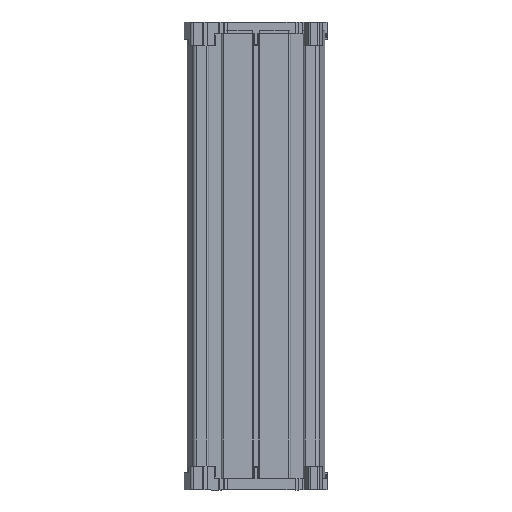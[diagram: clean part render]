
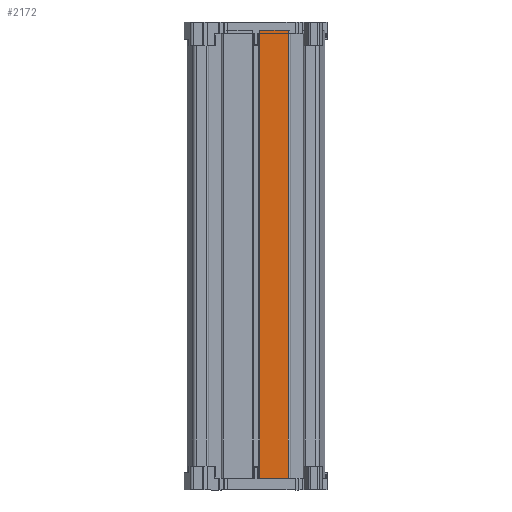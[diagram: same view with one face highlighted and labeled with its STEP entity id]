
A CAD part, front view. The second image highlights one B-rep face of the part: STEP entity #2172.
In plain terms, the highlighted planar face has unit normal (0, -1, 0).
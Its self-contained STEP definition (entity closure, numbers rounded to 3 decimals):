
#9 = PLANE ( 'NONE',  #817 ) ;
#174 = CARTESIAN_POINT ( 'NONE',  ( 1.25, -15.55, -46. ) ) ;
#191 = VECTOR ( 'NONE', #1832, 1000. ) ;
#817 = AXIS2_PLACEMENT_3D ( 'NONE', #174, #13959, #5701 ) ;
#1648 = VECTOR ( 'NONE', #17164, 1000. ) ;
#1705 = LINE ( 'NONE', #6222, #12490 ) ;
#1832 = DIRECTION ( 'NONE',  ( 0., 0., 1. ) ) ;
#2172 = ADVANCED_FACE ( 'NONE', ( #5005 ), #9, .T. ) ;
#2230 = EDGE_LOOP ( 'NONE', ( #11949, #8336, #10330, #3663 ) ) ;
#3273 = CARTESIAN_POINT ( 'NONE',  ( 1.25, -15.55, -46. ) ) ;
#3663 = ORIENTED_EDGE ( 'NONE', *, *, #14940, .T. ) ;
#5005 = FACE_OUTER_BOUND ( 'NONE', #2230, .T. ) ;
#5701 = DIRECTION ( 'NONE',  ( 0., 0., -1. ) ) ;
#6222 = CARTESIAN_POINT ( 'NONE',  ( 1.25, -15.55, 104. ) ) ;
#7256 = VERTEX_POINT ( 'NONE', #17012 ) ;
#8336 = ORIENTED_EDGE ( 'NONE', *, *, #16677, .F. ) ;
#8556 = CARTESIAN_POINT ( 'NONE',  ( 1.25, -15.55, -46. ) ) ;
#9514 = VERTEX_POINT ( 'NONE', #15569 ) ;
#9687 = VERTEX_POINT ( 'NONE', #13104 ) ;
#10330 = ORIENTED_EDGE ( 'NONE', *, *, #14395, .T. ) ;
#11183 = VERTEX_POINT ( 'NONE', #14904 ) ;
#11212 = LINE ( 'NONE', #11442, #191 ) ;
#11442 = CARTESIAN_POINT ( 'NONE',  ( 10.8, -15.55, -46. ) ) ;
#11949 = ORIENTED_EDGE ( 'NONE', *, *, #15068, .F. ) ;
#12430 = LINE ( 'NONE', #3273, #1648 ) ;
#12490 = VECTOR ( 'NONE', #13151, 1000. ) ;
#13104 = CARTESIAN_POINT ( 'NONE',  ( 1.25, -15.55, -46. ) ) ;
#13150 = VECTOR ( 'NONE', #15140, 1000. ) ;
#13151 = DIRECTION ( 'NONE',  ( 1., 0., 0. ) ) ;
#13959 = DIRECTION ( 'NONE',  ( 0., -1., 0. ) ) ;
#14395 = EDGE_CURVE ( 'NONE', #9687, #9514, #14655, .T. ) ;
#14655 = LINE ( 'NONE', #8556, #13150 ) ;
#14904 = CARTESIAN_POINT ( 'NONE',  ( 1.25, -15.55, 104. ) ) ;
#14940 = EDGE_CURVE ( 'NONE', #9514, #7256, #11212, .T. ) ;
#15068 = EDGE_CURVE ( 'NONE', #11183, #7256, #1705, .T. ) ;
#15140 = DIRECTION ( 'NONE',  ( 1., 0., 0. ) ) ;
#15569 = CARTESIAN_POINT ( 'NONE',  ( 10.8, -15.55, -46. ) ) ;
#16677 = EDGE_CURVE ( 'NONE', #9687, #11183, #12430, .T. ) ;
#17012 = CARTESIAN_POINT ( 'NONE',  ( 10.8, -15.55, 104. ) ) ;
#17164 = DIRECTION ( 'NONE',  ( 0., 0., 1. ) ) ;
